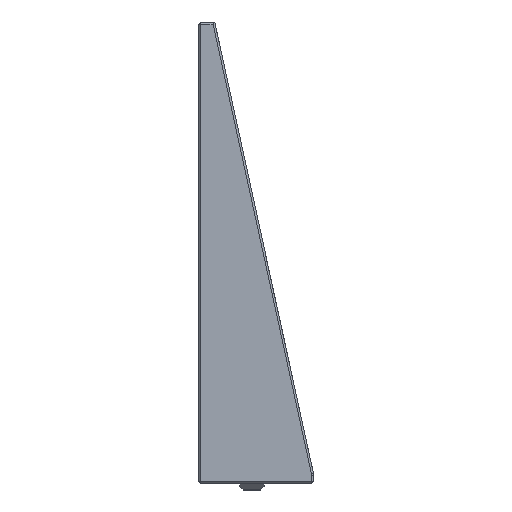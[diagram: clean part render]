
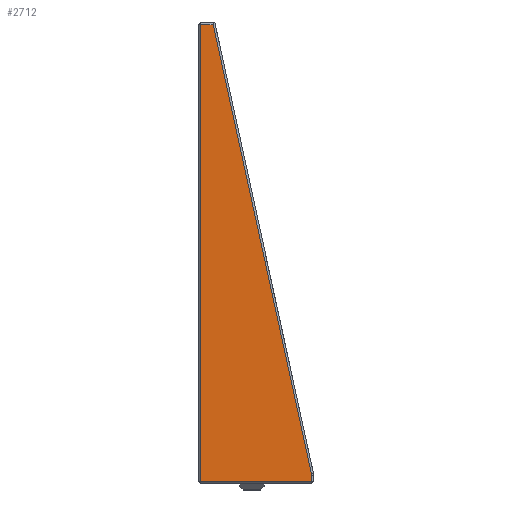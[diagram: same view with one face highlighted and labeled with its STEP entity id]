
A CAD part, left-side view. The second image highlights one B-rep face of the part: STEP entity #2712.
In plain terms, the highlighted planar face has unit normal (-1, 0, 0).
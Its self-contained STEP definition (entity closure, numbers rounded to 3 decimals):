
#280=FACE_OUTER_BOUND('',#455,.T.);
#455=EDGE_LOOP('',(#2186,#2187,#2188,#2189,#2190));
#701=LINE('',#4625,#988);
#703=LINE('',#4628,#990);
#706=LINE('',#4634,#993);
#709=LINE('',#4639,#996);
#711=LINE('',#4642,#998);
#988=VECTOR('',#3353,10.);
#990=VECTOR('',#3357,10.);
#993=VECTOR('',#3364,10.);
#996=VECTOR('',#3371,10.);
#998=VECTOR('',#3375,10.);
#1258=VERTEX_POINT('',#4562);
#1262=VERTEX_POINT('',#4575);
#1264=VERTEX_POINT('',#4582);
#1268=VERTEX_POINT('',#4596);
#1274=VERTEX_POINT('',#4633);
#1594=EDGE_CURVE('',#1262,#1268,#701,.T.);
#1596=EDGE_CURVE('',#1268,#1264,#703,.T.);
#1599=EDGE_CURVE('',#1264,#1274,#706,.T.);
#1602=EDGE_CURVE('',#1258,#1262,#709,.T.);
#1604=EDGE_CURVE('',#1274,#1258,#711,.T.);
#2186=ORIENTED_EDGE('',*,*,#1594,.F.);
#2187=ORIENTED_EDGE('',*,*,#1602,.F.);
#2188=ORIENTED_EDGE('',*,*,#1604,.F.);
#2189=ORIENTED_EDGE('',*,*,#1599,.F.);
#2190=ORIENTED_EDGE('',*,*,#1596,.F.);
#2597=PLANE('',#2904);
#2712=ADVANCED_FACE('',(#280),#2597,.T.);
#2904=AXIS2_PLACEMENT_3D('',#4682,#3402,#3403);
#3353=DIRECTION('',(0.,1.,0.));
#3357=DIRECTION('',(0.,0.,1.));
#3364=DIRECTION('',(0.,-1.,0.));
#3371=DIRECTION('',(0.,0.,-1.));
#3375=DIRECTION('',(0.,-0.214,-0.977));
#3402=DIRECTION('center_axis',(-1.,0.,0.));
#3403=DIRECTION('ref_axis',(0.,0.,
-1.));
#4562=CARTESIAN_POINT('',(-70.31,110.25,1.109));
#4575=CARTESIAN_POINT('',(-70.31,110.25,0.25));
#4582=CARTESIAN_POINT('',(-70.31,123.75,55.726));
#4596=CARTESIAN_POINT('',(-70.31,123.75,0.25));
#4625=CARTESIAN_POINT('',(-70.31,124.,0.25));
#4628=CARTESIAN_POINT('',(-70.31,123.75,41.238));
#4633=CARTESIAN_POINT('',(-70.31,122.201,55.726));
#4634=CARTESIAN_POINT('',(-70.31,124.,55.726));
#4639=CARTESIAN_POINT('',(-70.31,110.25,41.238));
#4642=CARTESIAN_POINT('',(-70.31,122.29,56.132));
#4682=CARTESIAN_POINT('Origin',(-70.31,124.,55.976));
